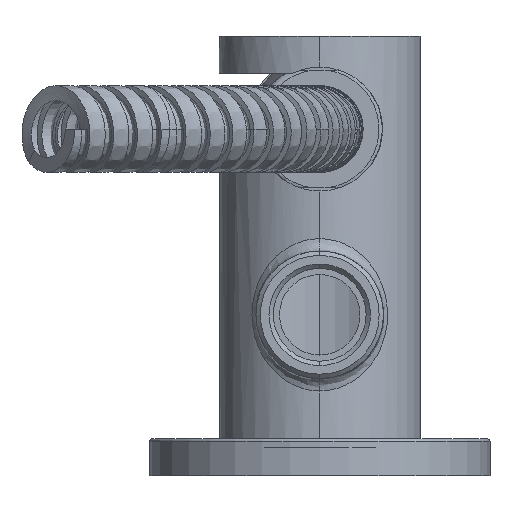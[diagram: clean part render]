
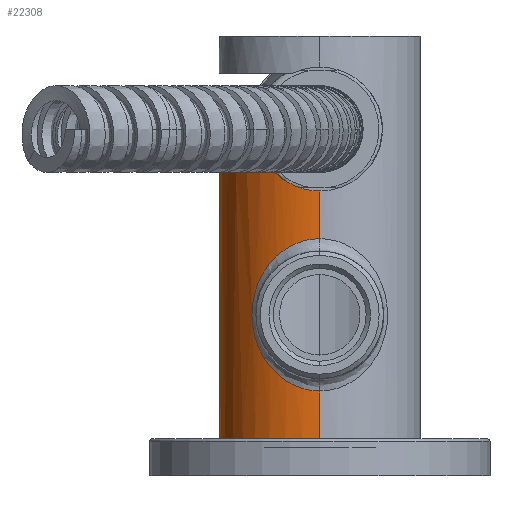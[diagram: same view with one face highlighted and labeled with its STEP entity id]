
A CAD part, front view. The second image highlights one B-rep face of the part: STEP entity #22308.
In plain terms, the highlighted cylindrical face has radius 16.25 mm (diameter 32.5 mm), a partial arc.
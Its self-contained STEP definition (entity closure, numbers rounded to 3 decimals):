
#7335=DIRECTION('',(0.,0.,-1.));
#7336=VECTOR('',#7335,38.413);
#7337=CARTESIAN_POINT('',(0.,16.25,44.413));
#7338=LINE('',#7337,#7336);
#7344=DIRECTION('',(0.,0.,-1.));
#7345=VECTOR('',#7344,7.7);
#7346=CARTESIAN_POINT('',(0.,-16.25,13.7));
#7347=LINE('',#7346,#7345);
#7348=CARTESIAN_POINT('',(0.,-16.25,13.7));
#7377=CARTESIAN_POINT('',(0.,-16.25,38.3));
#7379=DIRECTION('',(0.,0.,-1.));
#7380=VECTOR('',#7379,7.7);
#7381=CARTESIAN_POINT('',(0.,-16.25,46.));
#7382=LINE('',#7381,#7380);
#7411=CARTESIAN_POINT('',(0.,-16.25,46.));
#7426=CARTESIAN_POINT('',(0.,16.25,44.413));
#7427=CARTESIAN_POINT('',(-0.321,16.25,44.413));
#7428=CARTESIAN_POINT('',(-0.965,16.231,
44.44));
#7429=CARTESIAN_POINT('',(-1.935,16.144,44.566));
#7430=CARTESIAN_POINT('',(-2.897,16.,44.778));
#7431=CARTESIAN_POINT('',(-3.859,15.795,45.08));
#7432=CARTESIAN_POINT('',(-4.809,15.533,45.475));
#7433=CARTESIAN_POINT('',(-5.746,15.211,45.971));
#7434=CARTESIAN_POINT('',(-6.661,14.833,46.572));
#7435=CARTESIAN_POINT('',(-7.54,14.406,47.283));
#7436=CARTESIAN_POINT('',(-8.362,13.943,48.097));
#7437=CARTESIAN_POINT('',(-8.85,13.631,48.689));
#7438=CARTESIAN_POINT('',(-9.082,13.475,49.));
#7440=CARTESIAN_POINT('',(0.,0.,49.));
#7441=DIRECTION('',(0.,0.,1.));
#7442=DIRECTION('',(-0.559,0.829,0.));
#7443=AXIS2_PLACEMENT_3D('',#7440,#7441,#7442);
#7445=CARTESIAN_POINT('',(0.,-16.25,46.));
#7446=CARTESIAN_POINT('',(-0.36,-16.25,46.));
#7447=CARTESIAN_POINT('',(-1.081,-16.226,
46.038));
#7448=CARTESIAN_POINT('',(-2.16,-16.118,
46.21));
#7449=CARTESIAN_POINT('',(-3.232,-15.938,
46.502));
#7450=CARTESIAN_POINT('',(-4.293,-15.685,
46.92));
#7451=CARTESIAN_POINT('',(-5.33,-15.364,
47.471));
#7452=CARTESIAN_POINT('',(-6.326,-14.98,
48.16));
#7453=CARTESIAN_POINT('',(-6.939,-14.698,
48.704));
#7454=CARTESIAN_POINT('',(-7.233,-14.552,49.));
#7456=CARTESIAN_POINT('',(0.,-16.25,38.3));
#7457=CARTESIAN_POINT('',(-0.37,-16.25,
38.3));
#7458=CARTESIAN_POINT('',(-1.117,-16.225,
38.258));
#7459=CARTESIAN_POINT('',(-2.252,-16.107,
38.061));
#7460=CARTESIAN_POINT('',(-3.391,-15.906,
37.721));
#7461=CARTESIAN_POINT('',(-4.529,-15.621,
37.228));
#7462=CARTESIAN_POINT('',(-5.66,-15.248,
36.564));
#7463=CARTESIAN_POINT('',(-6.764,-14.791,
35.714));
#7464=CARTESIAN_POINT('',(-7.81,-14.265,34.672));
#7465=CARTESIAN_POINT('',(-8.753,-13.704,
33.453));
#7466=CARTESIAN_POINT('',(-9.542,-13.163,
32.107));
#7467=CARTESIAN_POINT('',(-10.147,-12.698,
30.711));
#7468=CARTESIAN_POINT('',(-10.569,-12.346,
29.325));
#7469=CARTESIAN_POINT('',(-10.832,-12.114,
27.974));
#7470=CARTESIAN_POINT('',(-10.957,-12.,
26.654));
#7471=CARTESIAN_POINT('',(-10.957,-12.,
25.345));
#7472=CARTESIAN_POINT('',(-10.832,-12.114,
24.024));
#7473=CARTESIAN_POINT('',(-10.569,-12.346,
22.673));
#7474=CARTESIAN_POINT('',(-10.146,-12.699,
21.287));
#7475=CARTESIAN_POINT('',(-9.541,-13.164,
19.891));
#7476=CARTESIAN_POINT('',(-8.751,-13.705,
18.546));
#7477=CARTESIAN_POINT('',(-7.809,-14.266,
17.327));
#7478=CARTESIAN_POINT('',(-6.763,-14.792,
16.284));
#7479=CARTESIAN_POINT('',(-5.658,-15.249,
15.435));
#7480=CARTESIAN_POINT('',(-4.527,-15.621,
14.771));
#7481=CARTESIAN_POINT('',(-3.391,-15.907,
14.279));
#7482=CARTESIAN_POINT('',(-2.251,-16.107,
13.939));
#7483=CARTESIAN_POINT('',(-1.116,-16.225,
13.742));
#7484=CARTESIAN_POINT('',(-0.37,-16.25,
13.7));
#7485=CARTESIAN_POINT('',(0.,-16.25,13.7));
#7487=CARTESIAN_POINT('',(0.,0.,6.));
#7488=DIRECTION('',(0.,0.,1.));
#7489=DIRECTION('',(0.,1.,0.));
#7490=AXIS2_PLACEMENT_3D('',#7487,#7488,#7489);
#11057=VERTEX_POINT('',#7411);
#11058=VERTEX_POINT('',#7454);
#11110=VERTEX_POINT('',#7348);
#11111=VERTEX_POINT('',#7377);
#11158=CARTESIAN_POINT('',(0.,16.25,6.));
#11159=CARTESIAN_POINT('',(0.,-16.25,6.));
#11160=VERTEX_POINT('',#11158);
#11161=VERTEX_POINT('',#11159);
#11292=VERTEX_POINT('',#7426);
#11293=VERTEX_POINT('',#7438);
#22290=CARTESIAN_POINT('',(0.,0.,2.75));
#22291=DIRECTION('',(0.,0.,1.));
#22292=DIRECTION('',(0.,-1.,0.));
#22293=AXIS2_PLACEMENT_3D('',#22290,#22291,#22292);
#22294=CYLINDRICAL_SURFACE('',#22293,16.25);
#22295=ORIENTED_EDGE('',*,*,#12507,.T.);
#22297=ORIENTED_EDGE('',*,*,#22296,.T.);
#22298=ORIENTED_EDGE('',*,*,#12569,.F.);
#22299=ORIENTED_EDGE('',*,*,#22273,.T.);
#22301=ORIENTED_EDGE('',*,*,#22300,.T.);
#22302=ORIENTED_EDGE('',*,*,#22269,.T.);
#22304=ORIENTED_EDGE('',*,*,#22303,.F.);
#22305=ORIENTED_EDGE('',*,*,#22265,.F.);
#22306=EDGE_LOOP('',(#22295,#22297,#22298,#22299,#22301,#22302,#22304,#22305));
#22307=FACE_OUTER_BOUND('',#22306,.F.);
#22308=ADVANCED_FACE('',(#22307),#22294,.T.);
#7439=B_SPLINE_CURVE_WITH_KNOTS('',3,(#7426,#7427,#7428,#7429,#7430,#7431,#7432,
#7433,#7434,#7435,#7436,#7437,#7438),.UNSPECIFIED.,.F.,.F.,(4,1,1,1,1,1,1,1,1,1,
4),(0.,0.1,0.2,0.3,0.4,0.5,0.6,0.7,0.8,0.9,1.),
.UNSPECIFIED.);
#7444=CIRCLE('',#7443,16.25);
#7455=B_SPLINE_CURVE_WITH_KNOTS('',3,(#7445,#7446,#7447,#7448,#7449,#7450,#7451,
#7452,#7453,#7454),.UNSPECIFIED.,.F.,.F.,(4,1,1,1,1,1,1,4),(0.,
0.143,0.286,0.429,0.571,
0.714,0.857,1.),.UNSPECIFIED.);
#7486=B_SPLINE_CURVE_WITH_KNOTS('',3,(#7456,#7457,#7458,#7459,#7460,#7461,#7462,
#7463,#7464,#7465,#7466,#7467,#7468,#7469,#7470,#7471,#7472,#7473,#7474,#7475,
#7476,#7477,#7478,#7479,#7480,#7481,#7482,#7483,#7484,#7485),.UNSPECIFIED.,.F.,
.F.,(4,1,1,1,1,1,1,1,1,1,1,1,1,1,1,1,1,1,1,1,1,1,1,1,1,1,1,4),(0.,
0.037,0.074,0.111,0.148,
0.185,0.222,0.259,0.296,
0.333,0.37,0.407,0.444,
0.481,0.519,0.556,0.593,
0.63,0.667,0.704,0.741,
0.778,0.815,0.852,0.889,
0.926,0.963,1.),.UNSPECIFIED.);
#7491=CIRCLE('',#7490,16.25);
#12507=EDGE_CURVE('',#11292,#11293,#7439,.T.);
#12569=EDGE_CURVE('',#11057,#11058,#7455,.T.);
#22265=EDGE_CURVE('',#11292,#11160,#7338,.T.);
#22269=EDGE_CURVE('',#11110,#11161,#7347,.T.);
#22273=EDGE_CURVE('',#11057,#11111,#7382,.T.);
#22296=EDGE_CURVE('',#11293,#11058,#7444,.T.);
#22300=EDGE_CURVE('',#11111,#11110,#7486,.T.);
#22303=EDGE_CURVE('',#11160,#11161,#7491,.T.);
